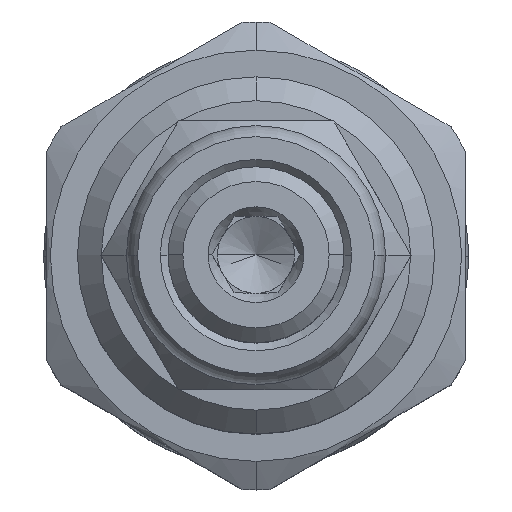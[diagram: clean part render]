
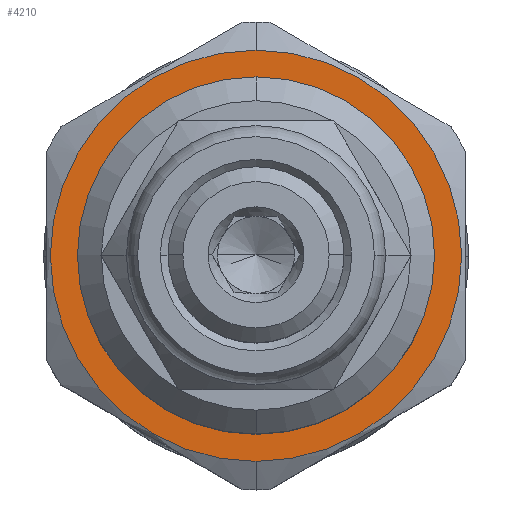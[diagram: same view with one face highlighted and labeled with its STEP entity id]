
A CAD part, top view. The second image highlights one B-rep face of the part: STEP entity #4210.
In plain terms, the highlighted planar face has unit normal (0, 0, 1).
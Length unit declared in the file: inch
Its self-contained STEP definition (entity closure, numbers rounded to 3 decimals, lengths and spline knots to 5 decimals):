
#1150=CARTESIAN_POINT('',(0.,0.,2.561));
#1151=DIRECTION('',(0.,0.,1.));
#1152=DIRECTION('',(0.,-1.,0.));
#1153=AXIS2_PLACEMENT_3D('',#1150,#1151,#1152);
#1155=CARTESIAN_POINT('',(0.,0.,2.561));
#1156=DIRECTION('',(0.,0.,-1.));
#1157=DIRECTION('',(0.,-1.,0.));
#1158=AXIS2_PLACEMENT_3D('',#1155,#1156,#1157);
#1164=CARTESIAN_POINT('',(0.,0.,2.561));
#1165=DIRECTION('',(0.,0.,-1.));
#1166=DIRECTION('',(0.,-1.,0.));
#1167=AXIS2_PLACEMENT_3D('',#1164,#1165,#1166);
#1361=CARTESIAN_POINT('',(0.,0.,2.561));
#1362=DIRECTION('',(0.,0.,1.));
#1363=DIRECTION('',(0.,-1.,0.));
#1364=AXIS2_PLACEMENT_3D('',#1361,#1362,#1363);
#2559=CARTESIAN_POINT('',(0.,-0.43,2.561));
#2561=VERTEX_POINT('',#2559);
#2567=CARTESIAN_POINT('',(0.,0.43,2.561));
#2569=VERTEX_POINT('',#2567);
#2575=CARTESIAN_POINT('',(0.,-0.3735,2.561));
#2576=CARTESIAN_POINT('',(0.,0.3735,2.561));
#2577=VERTEX_POINT('',#2575);
#2578=VERTEX_POINT('',#2576);
#4195=CARTESIAN_POINT('',(0.,0.,2.561));
#4196=DIRECTION('',(0.,0.,1.));
#4197=DIRECTION('',(0.,-1.,0.));
#4198=AXIS2_PLACEMENT_3D('',#4195,#4196,#4197);
#4199=PLANE('',#4198);
#4201=ORIENTED_EDGE('',*,*,#4200,.T.);
#4203=ORIENTED_EDGE('',*,*,#4202,.F.);
#4204=EDGE_LOOP('',(#4201,#4203));
#4205=FACE_OUTER_BOUND('',#4204,.F.);
#4206=ORIENTED_EDGE('',*,*,#4160,.T.);
#4207=ORIENTED_EDGE('',*,*,#4188,.F.);
#4208=EDGE_LOOP('',(#4206,#4207));
#4209=FACE_BOUND('',#4208,.F.);
#4210=ADVANCED_FACE('',(#4205,#4209),#4199,.T.);
#1154=CIRCLE('',#1153,0.3735);
#1159=CIRCLE('',#1158,0.3735);
#1168=CIRCLE('',#1167,0.43);
#1365=CIRCLE('',#1364,0.43);
#4160=EDGE_CURVE('',#2577,#2578,#1154,.T.);
#4188=EDGE_CURVE('',#2577,#2578,#1159,.T.);
#4200=EDGE_CURVE('',#2561,#2569,#1168,.T.);
#4202=EDGE_CURVE('',#2561,#2569,#1365,.T.);
